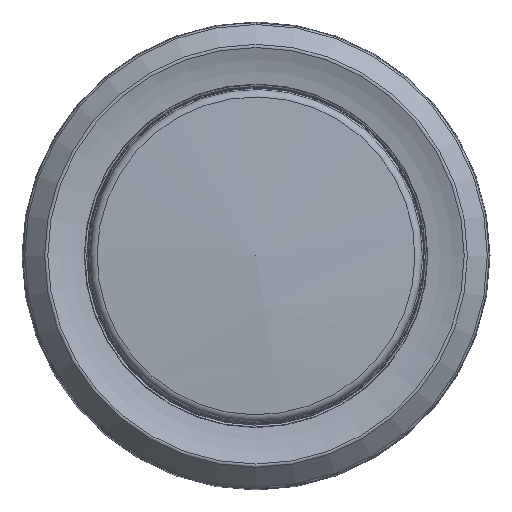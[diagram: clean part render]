
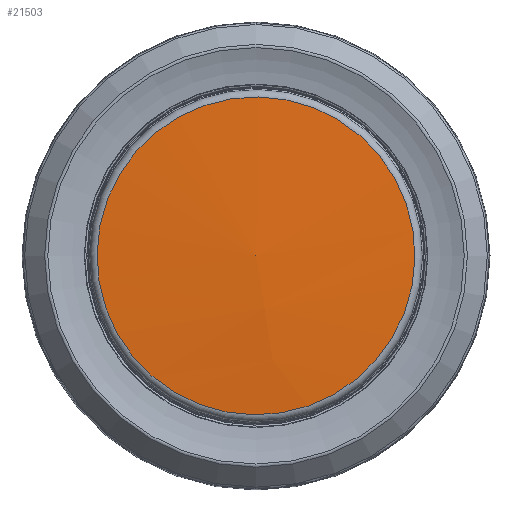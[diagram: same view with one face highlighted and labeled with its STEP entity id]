
A CAD part, top view. The second image highlights one B-rep face of the part: STEP entity #21503.
In plain terms, the highlighted spherical face has radius 100 mm.
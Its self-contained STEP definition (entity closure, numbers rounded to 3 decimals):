
#81=SPHERICAL_SURFACE('',#22876,100.);
#1456=FACE_OUTER_BOUND('',#2641,.T.);
#2641=EDGE_LOOP('',(#15393,#15394,#15395,#15396));
#3931=CIRCLE('',#22877,7.982);
#3932=CIRCLE('',#22878,100.);
#3933=CIRCLE('',#22879,7.982);
#9695=VERTEX_POINT('',#31181);
#9696=VERTEX_POINT('',#31182);
#9697=VERTEX_POINT('',#31184);
#11940=EDGE_CURVE('',#9695,#9696,#3931,.T.);
#11941=EDGE_CURVE('',#9697,#9696,#3932,.T.);
#11942=EDGE_CURVE('',#9696,#9695,#3933,.T.);
#15393=ORIENTED_EDGE('',*,*,#11940,.T.);
#15394=ORIENTED_EDGE('',*,*,#11941,.F.);
#15395=ORIENTED_EDGE('',*,*,#11941,.T.);
#15396=ORIENTED_EDGE('',*,*,#11942,.T.);
#21503=ADVANCED_FACE('',(#1456),#81,.T.);
#22876=AXIS2_PLACEMENT_3D('',#31180,#25151,#25152);
#22877=AXIS2_PLACEMENT_3D('',#31183,#25153,#25154);
#22878=AXIS2_PLACEMENT_3D('',#31185,#25155,#25156);
#22879=AXIS2_PLACEMENT_3D('',#31186,#25157,#25158);
#25151=DIRECTION('center_axis',(0.,0.,
1.));
#25152=DIRECTION('ref_axis',(-0.159,0.987,0.));
#25153=DIRECTION('center_axis',(0.,0.,
1.));
#25154=DIRECTION('ref_axis',(0.159,-0.987,0.));
#25155=DIRECTION('center_axis',(0.987,0.159,0.));
#25156=DIRECTION('ref_axis',(0.159,-0.987,0.));
#25157=DIRECTION('center_axis',(0.,0.,
1.));
#25158=DIRECTION('ref_axis',(0.159,-0.987,0.));
#31180=CARTESIAN_POINT('Origin',(0.,0.,
-95.779));
#31181=CARTESIAN_POINT('',(-1.267,7.881,3.902));
#31182=CARTESIAN_POINT('',(1.267,-7.881,3.902));
#31183=CARTESIAN_POINT('Origin',(0.,0.,
3.902));
#31184=CARTESIAN_POINT('',(0.,0.,4.221));
#31185=CARTESIAN_POINT('Origin',(0.,0.,
-95.779));
#31186=CARTESIAN_POINT('Origin',(0.,0.,
3.902));
